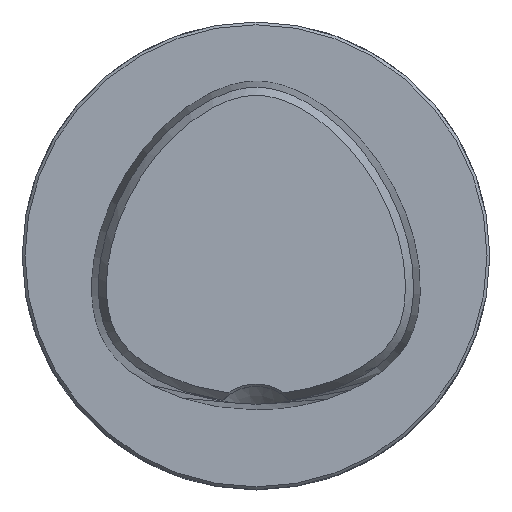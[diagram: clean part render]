
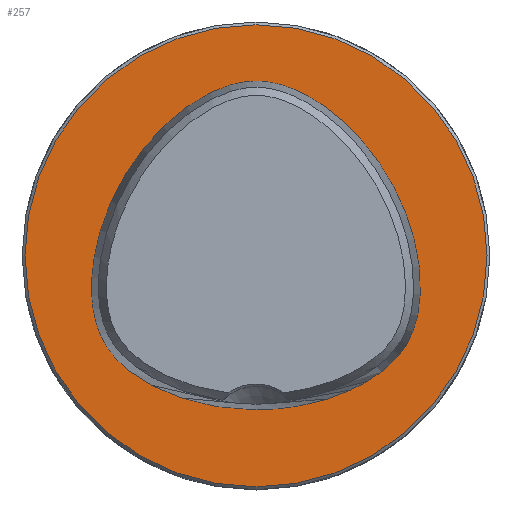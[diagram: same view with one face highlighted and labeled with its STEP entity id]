
A CAD part, top view. The second image highlights one B-rep face of the part: STEP entity #257.
In plain terms, the highlighted planar face has unit normal (0, 0, 1).
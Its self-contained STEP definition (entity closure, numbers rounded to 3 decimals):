
#217=FACE_BOUND('',#411,.T.);
#218=FACE_BOUND('',#412,.T.);
#257=ADVANCED_FACE('CU_E_LO_SU_1',(#217,#218),#319,.F.);
#319=PLANE('',#1116);
#411=EDGE_LOOP('',(#560));
#412=EDGE_LOOP('',(#561));
#492=CIRCLE('',#1115,24.7);
#560=ORIENTED_EDGE('',*,*,#894,.T.);
#561=ORIENTED_EDGE('',*,*,#932,.T.);
#795=VERTEX_POINT('',#1826);
#832=VERTEX_POINT('',#2283);
#894=EDGE_CURVE('',#795,#795,#1031,.T.);
#932=EDGE_CURVE('',#832,#832,#492,.T.);
#1031=B_SPLINE_CURVE_WITH_KNOTS('',3,(#1763,#1764,#1765,#1766,#1767,#1768,
#1769,#1770,#1771,#1772,#1773,#1774,#1775,#1776,#1777,#1778,#1779,#1780,
#1781,#1782,#1783,#1784,#1785,#1786,#1787,#1788,#1789,#1790,#1791,#1792,
#1793,#1794,#1795,#1796,#1797,#1798,#1799,#1800,#1801,#1802,#1803,#1804,
#1805,#1806,#1807,#1808,#1809,#1810,#1811,#1812,#1813,#1814,#1815,#1816,
#1817,#1818,#1819,#1820,#1821,#1822,#1823,#1824,#1825),.UNSPECIFIED.,.T.,
 .F.,(1,1,2,1,1,1,1,1,1,1,1,1,1,1,1,1,1,1,1,1,1,1,1,1,1,1,1,1,1,1,1,1,1,
1,1,1,1,1,1,1,1,1,1,1,1,1,1,1,1,1,1,1,1,1,1,1,1,1,1,1,1,1,2,1,1),(-0.063,
-0.031,0.,0.031,0.063,0.078,0.094,0.109,0.125,0.141,0.156,
0.164,0.172,0.18,0.188,0.203,0.219,0.234,0.25,0.266,
0.281,0.313,0.344,0.359,0.375,0.406,0.422,0.438,0.453,
0.469,0.484,0.492,0.5,0.508,0.516,0.531,0.547,0.563,
0.578,0.594,0.625,0.641,0.656,0.688,0.719,0.734,0.75,0.766,
0.781,0.797,0.813,0.82,0.828,0.836,0.844,0.859,0.875,
0.891,0.906,0.922,0.938,0.969,1.,1.031,1.063),
 .UNSPECIFIED.);
#1115=AXIS2_PLACEMENT_3D('',#2282,#1241,#1242);
#1116=AXIS2_PLACEMENT_3D('',#2284,#1243,#1244);
#1241=DIRECTION('',(0.,0.,1.));
#1242=DIRECTION('',(1.,0.,0.));
#1243=DIRECTION('',(0.,0.,-1.));
#1244=DIRECTION('',(-1.,0.,0.));
#1763=CARTESIAN_POINT('',(1.148,-16.455,0.));
#1764=CARTESIAN_POINT('',(-1.148,-16.455,0.));
#1765=CARTESIAN_POINT('',(-3.446,-16.307,0.));
#1766=CARTESIAN_POINT('',(-6.27,-15.742,0.));
#1767=CARTESIAN_POINT('',(-8.462,-15.051,0.));
#1768=CARTESIAN_POINT('',(-10.063,-14.406,0.));
#1769=CARTESIAN_POINT('',(-11.604,-13.626,0.));
#1770=CARTESIAN_POINT('',(-13.064,-12.701,0.));
#1771=CARTESIAN_POINT('',(-14.411,-11.614,0.));
#1772=CARTESIAN_POINT('',(-15.395,-10.552,0.));
#1773=CARTESIAN_POINT('',(-16.054,-9.603,0.));
#1774=CARTESIAN_POINT('',(-16.475,-8.844,0.));
#1775=CARTESIAN_POINT('',(-16.819,-8.048,0.));
#1776=CARTESIAN_POINT('',(-17.179,-6.952,0.));
#1777=CARTESIAN_POINT('',(-17.466,-5.536,0.));
#1778=CARTESIAN_POINT('',(-17.599,-3.812,0.));
#1779=CARTESIAN_POINT('',(-17.556,-2.085,0.));
#1780=CARTESIAN_POINT('',(-17.361,-0.371,0.));
#1781=CARTESIAN_POINT('',(-17.031,1.323,0.));
#1782=CARTESIAN_POINT('',(-16.424,3.54,0.));
#1783=CARTESIAN_POINT('',(-15.38,6.223,0.));
#1784=CARTESIAN_POINT('',(-13.995,8.746,0.));
#1785=CARTESIAN_POINT('',(-12.698,10.643,0.));
#1786=CARTESIAN_POINT('',(-11.279,12.451,0.));
#1787=CARTESIAN_POINT('',(-9.68,14.11,0.));
#1788=CARTESIAN_POINT('',(-7.907,15.575,0.));
#1789=CARTESIAN_POINT('',(-6.49,16.562,0.));
#1790=CARTESIAN_POINT('',(-4.988,17.415,0.));
#1791=CARTESIAN_POINT('',(-3.4,18.102,0.));
#1792=CARTESIAN_POINT('',(-2.009,18.496,0.));
#1793=CARTESIAN_POINT('',(-0.866,18.666,0.));
#1794=CARTESIAN_POINT('',(0.,18.71,0.));
#1795=CARTESIAN_POINT('',(0.866,18.666,0.));
#1796=CARTESIAN_POINT('',(2.009,18.496,0.));
#1797=CARTESIAN_POINT('',(3.4,18.102,0.));
#1798=CARTESIAN_POINT('',(4.988,17.415,0.));
#1799=CARTESIAN_POINT('',(6.49,16.562,0.));
#1800=CARTESIAN_POINT('',(7.907,15.575,0.));
#1801=CARTESIAN_POINT('',(9.68,14.11,0.));
#1802=CARTESIAN_POINT('',(11.279,12.451,0.));
#1803=CARTESIAN_POINT('',(12.698,10.643,0.));
#1804=CARTESIAN_POINT('',(13.995,8.746,0.));
#1805=CARTESIAN_POINT('',(15.38,6.223,0.));
#1806=CARTESIAN_POINT('',(16.424,3.54,0.));
#1807=CARTESIAN_POINT('',(17.031,1.323,0.));
#1808=CARTESIAN_POINT('',(17.361,-0.371,0.));
#1809=CARTESIAN_POINT('',(17.556,-2.085,0.));
#1810=CARTESIAN_POINT('',(17.599,-3.812,0.));
#1811=CARTESIAN_POINT('',(17.466,-5.536,0.));
#1812=CARTESIAN_POINT('',(17.179,-6.952,0.));
#1813=CARTESIAN_POINT('',(16.819,-8.048,0.));
#1814=CARTESIAN_POINT('',(16.475,-8.844,0.));
#1815=CARTESIAN_POINT('',(16.054,-9.603,0.));
#1816=CARTESIAN_POINT('',(15.395,-10.552,0.));
#1817=CARTESIAN_POINT('',(14.411,-11.614,0.));
#1818=CARTESIAN_POINT('',(13.064,-12.701,0.));
#1819=CARTESIAN_POINT('',(11.604,-13.626,0.));
#1820=CARTESIAN_POINT('',(10.063,-14.406,0.));
#1821=CARTESIAN_POINT('',(8.462,-15.051,0.));
#1822=CARTESIAN_POINT('',(6.27,-15.742,0.));
#1823=CARTESIAN_POINT('',(3.446,-16.307,0.));
#1824=CARTESIAN_POINT('',(1.148,-16.455,0.));
#1825=CARTESIAN_POINT('',(-1.148,-16.455,0.));
#1826=CARTESIAN_POINT('',(0.,-16.455,0.));
#2282=CARTESIAN_POINT('',(0.,0.,0.));
#2283=CARTESIAN_POINT('',(24.7,0.,0.));
#2284=CARTESIAN_POINT('',(0.,1.113,0.));
